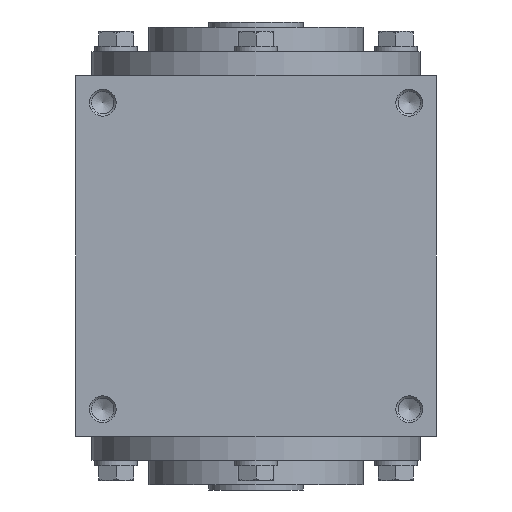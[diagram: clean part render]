
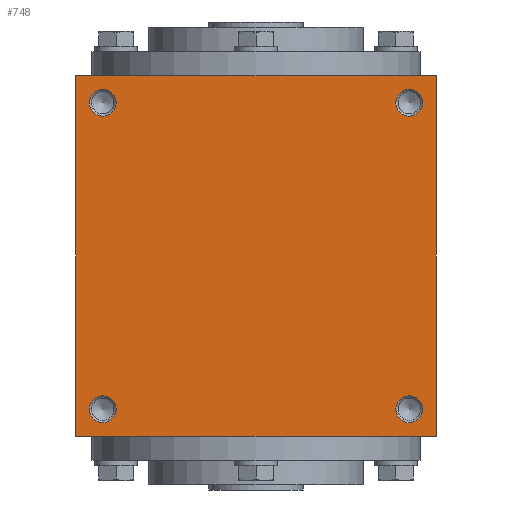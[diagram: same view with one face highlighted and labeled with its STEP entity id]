
A CAD part, left-side view. The second image highlights one B-rep face of the part: STEP entity #748.
In plain terms, the highlighted face is planar.
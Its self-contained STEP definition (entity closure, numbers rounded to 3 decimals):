
#748 = ADVANCED_FACE( '', ( #1542, #1543, #1544, #1545, #1546 ), #1547, .F. );
#1542 = FACE_BOUND( '', #2309, .T. );
#1543 = FACE_BOUND( '', #2310, .T. );
#1544 = FACE_BOUND( '', #2311, .T. );
#1545 = FACE_BOUND( '', #2312, .T. );
#1546 = FACE_OUTER_BOUND( '', #2313, .T. );
#1547 = PLANE( '', #2314 );
#2309 = EDGE_LOOP( '', ( #3855 ) );
#2310 = EDGE_LOOP( '', ( #3856 ) );
#2311 = EDGE_LOOP( '', ( #3857 ) );
#2312 = EDGE_LOOP( '', ( #3858 ) );
#2313 = EDGE_LOOP( '', ( #3859, #3860, #3861, #3862 ) );
#2314 = AXIS2_PLACEMENT_3D( '', #3863, #3864, #3865 );
#3855 = ORIENTED_EDGE( '', *, *, #4232, .F. );
#3856 = ORIENTED_EDGE( '', *, *, #4037, .T. );
#3857 = ORIENTED_EDGE( '', *, *, #4595, .F. );
#3858 = ORIENTED_EDGE( '', *, *, #4553, .T. );
#3859 = ORIENTED_EDGE( '', *, *, #4587, .F. );
#3860 = ORIENTED_EDGE( '', *, *, #4531, .F. );
#3861 = ORIENTED_EDGE( '', *, *, #4505, .F. );
#3862 = ORIENTED_EDGE( '', *, *, #4371, .F. );
#3863 = CARTESIAN_POINT( '', ( 0., 0., -67. ) );
#3864 = DIRECTION( '', ( 0., 0., 1. ) );
#3865 = DIRECTION( '', ( 1., 0., 0. ) );
#4037 = EDGE_CURVE( '', #4688, #4688, #4689, .T. );
#4232 = EDGE_CURVE( '', #5004, #5004, #5005, .T. );
#4371 = EDGE_CURVE( '', #5214, #5215, #5216, .T. );
#4505 = EDGE_CURVE( '', #5215, #5385, #5386, .T. );
#4531 = EDGE_CURVE( '', #5385, #5416, #5417, .T. );
#4553 = EDGE_CURVE( '', #5440, #5440, #5441, .T. );
#4587 = EDGE_CURVE( '', #5416, #5214, #5477, .T. );
#4595 = EDGE_CURVE( '', #5486, #5486, #5487, .T. );
#4688 = VERTEX_POINT( '', #5586 );
#4689 = CIRCLE( '', #5587, 5. );
#5004 = VERTEX_POINT( '', #6036 );
#5005 = CIRCLE( '', #6037, 5. );
#5214 = VERTEX_POINT( '', #6294 );
#5215 = VERTEX_POINT( '', #6295 );
#5216 = LINE( '', #6296, #6297 );
#5385 = VERTEX_POINT( '', #6495 );
#5386 = LINE( '', #6496, #6497 );
#5416 = VERTEX_POINT( '', #6533 );
#5417 = LINE( '', #6534, #6535 );
#5440 = VERTEX_POINT( '', #6572 );
#5441 = CIRCLE( '', #6573, 5. );
#5477 = LINE( '', #6615, #6616 );
#5486 = VERTEX_POINT( '', #6638 );
#5487 = CIRCLE( '', #6639, 5. );
#5586 = CARTESIAN_POINT( '', ( 62., 57., -67. ) );
#5587 = AXIS2_PLACEMENT_3D( '', #6737, #6738, #6739 );
#6036 = CARTESIAN_POINT( '', ( -62., 57., -67. ) );
#6037 = AXIS2_PLACEMENT_3D( '', #7051, #7052, #7053 );
#6294 = CARTESIAN_POINT( '', ( -67., -67., -67. ) );
#6295 = CARTESIAN_POINT( '', ( 67., -67., -67. ) );
#6296 = CARTESIAN_POINT( '', ( -67., -67., -67. ) );
#6297 = VECTOR( '', #7293, 1000. );
#6495 = CARTESIAN_POINT( '', ( 67., 67., -67. ) );
#6496 = CARTESIAN_POINT( '', ( 67., -67., -67. ) );
#6497 = VECTOR( '', #7477, 1000. );
#6533 = CARTESIAN_POINT( '', ( -67., 67., -67. ) );
#6534 = CARTESIAN_POINT( '', ( 67., 67., -67. ) );
#6535 = VECTOR( '', #7502, 1000. );
#6572 = CARTESIAN_POINT( '', ( 62., -57., -67. ) );
#6573 = AXIS2_PLACEMENT_3D( '', #7511, #7512, #7513 );
#6615 = CARTESIAN_POINT( '', ( -67., 67., -67. ) );
#6616 = VECTOR( '', #7539, 1000. );
#6638 = CARTESIAN_POINT( '', ( -62., -57., -67. ) );
#6639 = AXIS2_PLACEMENT_3D( '', #7541, #7542, #7543 );
#6737 = CARTESIAN_POINT( '', ( 57., 57., -67. ) );
#6738 = DIRECTION( '', ( 0., 0., 1. ) );
#6739 = DIRECTION( '', ( 1., 0., 0. ) );
#7051 = CARTESIAN_POINT( '', ( -57., 57., -67. ) );
#7052 = DIRECTION( '', ( 0., 0., -1. ) );
#7053 = DIRECTION( '', ( -1., 0., 0. ) );
#7293 = DIRECTION( '', ( 1., 0., 0. ) );
#7477 = DIRECTION( '', ( 0., 1., 0. ) );
#7502 = DIRECTION( '', ( -1., 0., 0. ) );
#7511 = CARTESIAN_POINT( '', ( 57., -57., -67. ) );
#7512 = DIRECTION( '', ( 0., 0., 1. ) );
#7513 = DIRECTION( '', ( 1., 0., 0. ) );
#7539 = DIRECTION( '', ( 0., -1., 0. ) );
#7541 = CARTESIAN_POINT( '', ( -57., -57., -67. ) );
#7542 = DIRECTION( '', ( 0., 0., -1. ) );
#7543 = DIRECTION( '', ( -1., 0., 0. ) );
